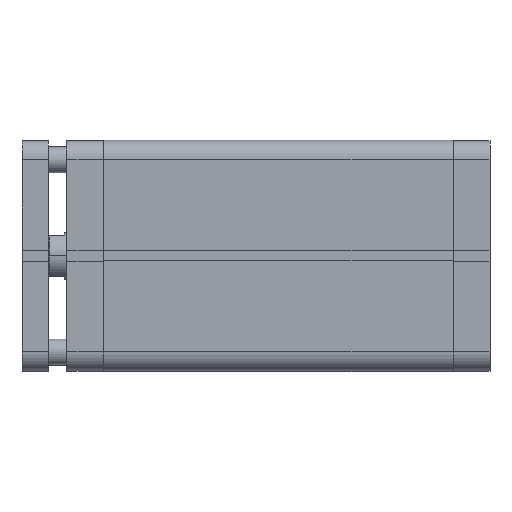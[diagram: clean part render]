
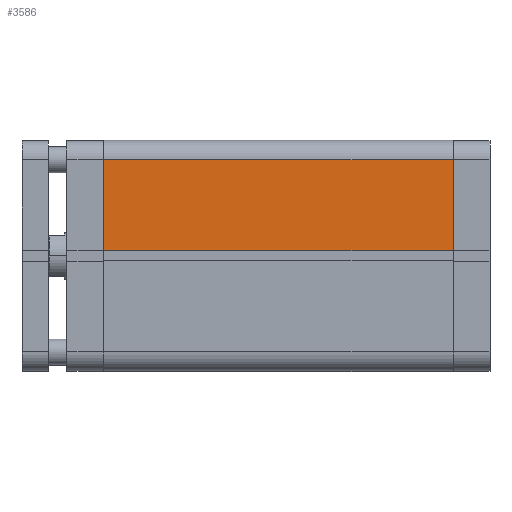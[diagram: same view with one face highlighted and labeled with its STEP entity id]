
A CAD part, top view. The second image highlights one B-rep face of the part: STEP entity #3586.
In plain terms, the highlighted face is planar.
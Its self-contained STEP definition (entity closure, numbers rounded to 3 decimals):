
#310 = CARTESIAN_POINT ( 'NONE',  ( -51.5, 62., -187.5 ) ) ;
#314 = DIRECTION ( 'NONE',  ( -1., 0., 0. ) ) ;
#321 = CARTESIAN_POINT ( 'NONE',  ( -51.5, 62., -187.5 ) ) ;
#325 = DIRECTION ( 'NONE',  ( 0., 0., 1. ) ) ;
#328 = CARTESIAN_POINT ( 'NONE',  ( -2.6, 62., -187.5 ) ) ;
#333 = DIRECTION ( 'NONE',  ( 0., 0., 1. ) ) ;
#334 = CARTESIAN_POINT ( 'NONE',  ( -51.5, 62., 0. ) ) ;
#335 = DIRECTION ( 'NONE',  ( -1., 0., 0. ) ) ;
#1493 = EDGE_LOOP ( 'NONE', ( #3199, #3198, #3197, #3196 ) ) ;
#1585 = EDGE_CURVE ( 'NONE', #8395, #8401, #4359, .T. ) ;
#1590 = EDGE_CURVE ( 'NONE', #8401, #8403, #4373, .T. ) ;
#1594 = EDGE_CURVE ( 'NONE', #8395, #8397, #4379, .T. ) ;
#1595 = EDGE_CURVE ( 'NONE', #8397, #8403, #4387, .T. ) ;
#2424 = AXIS2_PLACEMENT_3D ( 'NONE', #6989, #6992, #6993 ) ;
#3196 = ORIENTED_EDGE ( 'NONE', *, *, #1590, .T. ) ;
#3197 = ORIENTED_EDGE ( 'NONE', *, *, #1585, .T. ) ;
#3198 = ORIENTED_EDGE ( 'NONE', *, *, #1594, .F. ) ;
#3199 = ORIENTED_EDGE ( 'NONE', *, *, #1595, .F. ) ;
#3586 = ADVANCED_FACE ( 'NONE', ( #5826 ), #6990, .T. ) ;
#4359 = LINE ( 'NONE', #310, #4369 ) ;
#4369 = VECTOR ( 'NONE', #314, 1000. ) ;
#4373 = LINE ( 'NONE', #321, #4378 ) ;
#4378 = VECTOR ( 'NONE', #325, 1000. ) ;
#4379 = LINE ( 'NONE', #328, #4385 ) ;
#4385 = VECTOR ( 'NONE', #333, 1000. ) ;
#4387 = LINE ( 'NONE', #334, #4388 ) ;
#4388 = VECTOR ( 'NONE', #335, 1000. ) ;
#5826 = FACE_OUTER_BOUND ( 'NONE', #1493, .T. ) ;
#6989 = CARTESIAN_POINT ( 'NONE',  ( -51.5, 62., -187.5 ) ) ;
#6990 = PLANE ( 'NONE',  #2424 ) ;
#6992 = DIRECTION ( 'NONE',  ( 0., 1., 0. ) ) ;
#6993 = DIRECTION ( 'NONE',  ( 0., 0., 1. ) ) ;
#7845 = CARTESIAN_POINT ( 'NONE',  ( -2.6, 62., -187.5 ) ) ;
#7847 = CARTESIAN_POINT ( 'NONE',  ( -2.6, 62., 0. ) ) ;
#7851 = CARTESIAN_POINT ( 'NONE',  ( -51.5, 62., -187.5 ) ) ;
#7853 = CARTESIAN_POINT ( 'NONE',  ( -51.5, 62., 0. ) ) ;
#8395 = VERTEX_POINT ( 'NONE', #7845 ) ;
#8397 = VERTEX_POINT ( 'NONE', #7847 ) ;
#8401 = VERTEX_POINT ( 'NONE', #7851 ) ;
#8403 = VERTEX_POINT ( 'NONE', #7853 ) ;
